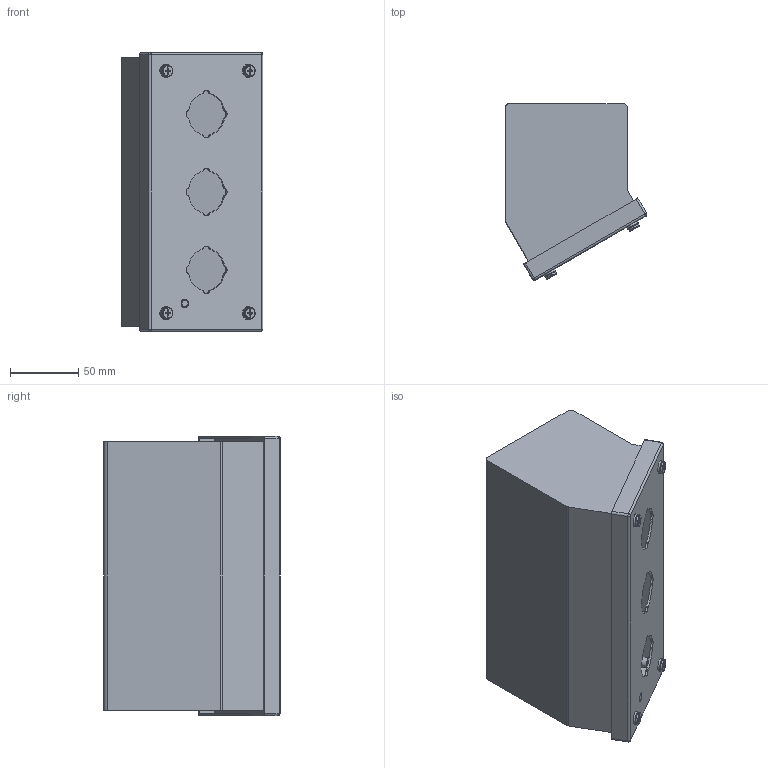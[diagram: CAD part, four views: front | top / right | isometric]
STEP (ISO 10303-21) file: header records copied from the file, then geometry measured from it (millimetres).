
FILE_DESCRIPTION (( 'STEP AP214' ), '1' );
FILE_NAME ('SCE-3PBA.STEP', '2022-07-29T14:03:16', ( '' ), ( '' ), 'SwSTEP 2.0', 'SolidWorks 2021', '' );
FILE_SCHEMA (( 'AUTOMOTIVE_DESIGN' ));
Length unit declared in the file: inch
Products named in the file (1): SCE-3PBA
Bounding box: 104.06 x 129.48 x 204.79 mm (x, y, z)
Volume: 165970 mm3; surface area: 221309.5 mm2
Topology: 16 solids, 16 shells, 442 faces, 1146 edges, 682 vertices
Faces by surface type: plane 164, cylinder 136, bspline 80, torus 40, cone 18, sphere 4
Full cylindrical faces by diameter (mm): 3.708 x4, 4.775 x5, 4.826 x5, 5.588 x4, 6.35 x4, 6.502 x1, 6.604 x4, 6.756 x4, 6.858 x4, 7.112 x1, 7.417 x8, 8.052 x4, 8.484 x4, 8.636 x4, 9.195 x4
Entity records: 14307 total; most frequent: CARTESIAN_POINT 4705, DIRECTION 1852, ORIENTED_EDGE 1816, EDGE_CURVE 908, AXIS2_PLACEMENT_3D 725, VERTEX_POINT 630, EDGE_LOOP 604, FACE_OUTER_BOUND 534
